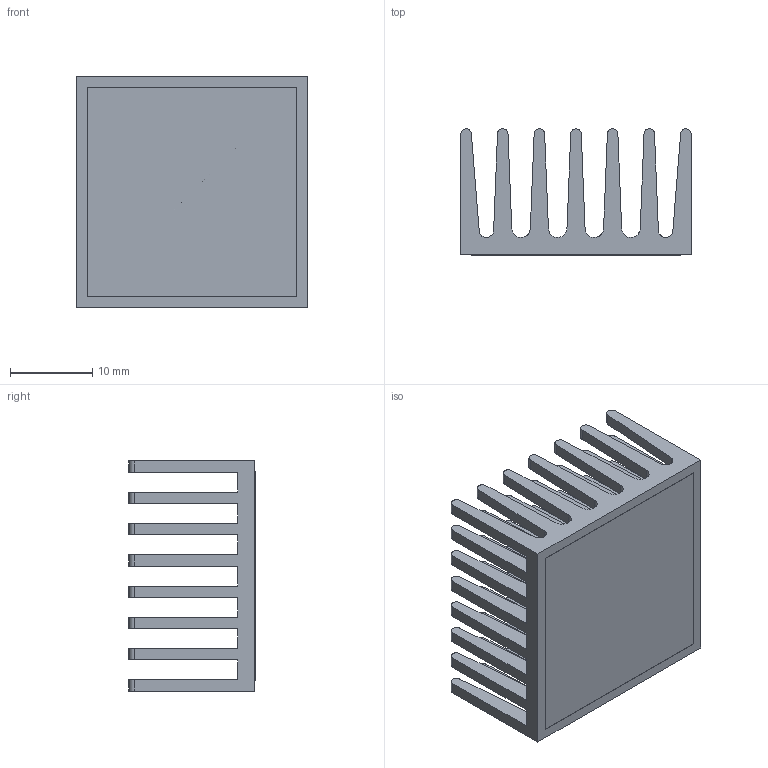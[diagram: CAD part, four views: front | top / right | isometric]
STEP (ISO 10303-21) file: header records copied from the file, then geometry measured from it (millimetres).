
FILE_DESCRIPTION (( 'STEP AP214' ), '1' );
FILE_NAME ('658-60ABT1E HEATSINK CPU 28MM SQ BLK W-TAPE.step', '2017-12-04T14:36:59', ( '' ), ( '' ), 'SwSTEP 2.0', 'SolidWorks 2017', '' );
FILE_SCHEMA (( 'AUTOMOTIVE_DESIGN' ));
Length unit declared in the file: inch
Products named in the file (1): 658-60ABT1E HEATSINK CPU 28MM SQ BLK W-TAPE
Bounding box: 27.94 x 15.32 x 27.94 mm (x, y, z)
Volume: 3471.2 mm3; surface area: 6313.7 mm2
Topology: 1 solids, 1 shells, 315 faces, 852 edges, 540 vertices
Faces by surface type: plane 211, cylinder 104
Entity records: 9906 total; most frequent: DIRECTION 1776, CARTESIAN_POINT 1708, ORIENTED_EDGE 1704, EDGE_CURVE 852, AXIS2_PLACEMENT_3D 608, LINE 560, VECTOR 560, VERTEX_POINT 540
